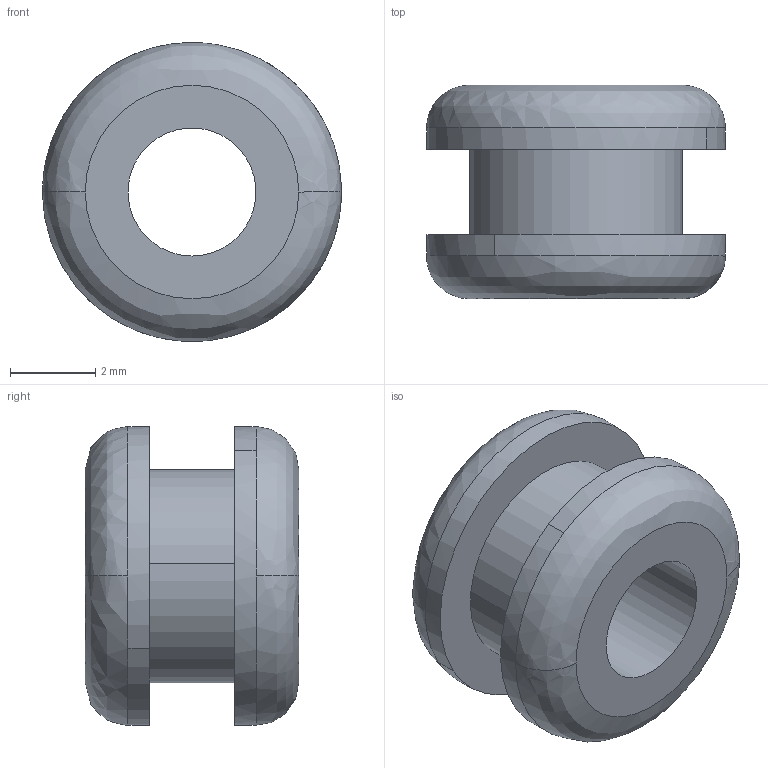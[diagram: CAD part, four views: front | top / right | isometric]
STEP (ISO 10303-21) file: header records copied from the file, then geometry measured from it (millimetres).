
FILE_DESCRIPTION( (''), '2;1');
FILE_NAME ('PC50.12492.TM_KG_742_CRUL_7396.stp','2019-12-19T11:10:30',(''),(''),'spGate 15.6.1','','');
FILE_SCHEMA (('AUTOMOTIVE_DESIGN'));
Length unit declared in the file: millimetre
Bounding box: 7 x 5 x 7 mm (x, y, z)
Volume: 110.6 mm3; surface area: 225.3 mm2
Topology: 1 solids, 1 shells, 16 faces, 52 edges, 40 vertices
Faces by surface type: cylinder 8, plane 4, bspline 4
Entity records: 1095 total; most frequent: CARTESIAN_POINT 230, ORIENTED_EDGE 104, DIRECTION 100, COLOUR_RGB 69, PRESENTATION_STYLE_ASSIGNMENT 69, STYLED_ITEM 69, EDGE_CURVE 52, DRAUGHTING_PRE_DEFINED_CURVE_FONT 52
